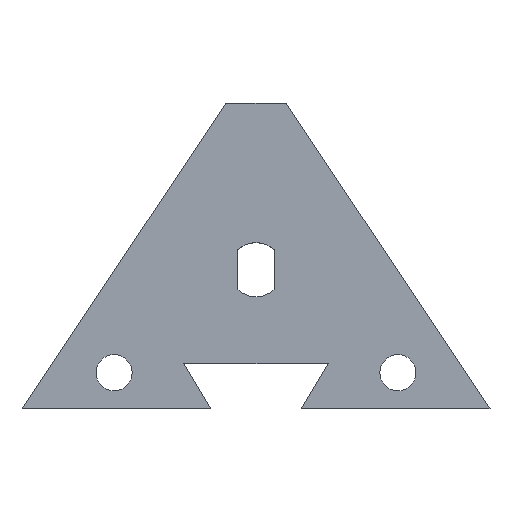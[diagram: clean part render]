
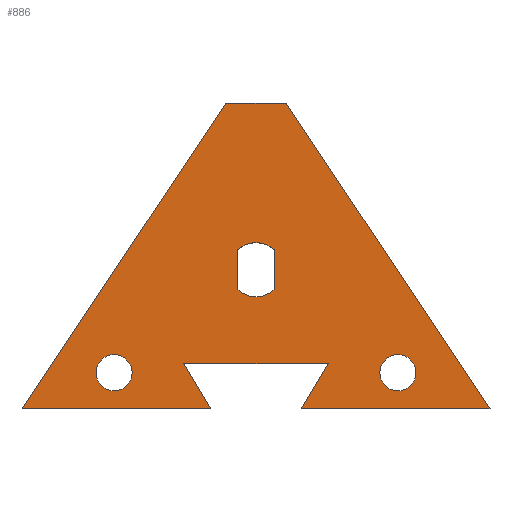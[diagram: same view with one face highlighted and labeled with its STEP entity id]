
A CAD part, top view. The second image highlights one B-rep face of the part: STEP entity #886.
In plain terms, the highlighted planar face has unit normal (0, 0, 1).
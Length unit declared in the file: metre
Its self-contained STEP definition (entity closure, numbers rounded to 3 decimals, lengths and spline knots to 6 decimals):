
#65=LINE('',#1269,#145);
#69=LINE('',#1280,#149);
#85=LINE('',#1323,#165);
#87=LINE('',#1327,#167);
#89=LINE('',#1331,#169);
#91=LINE('',#1335,#171);
#93=LINE('',#1339,#173);
#95=LINE('',#1343,#175);
#97=LINE('',#1347,#177);
#99=LINE('',#1351,#179);
#145=VECTOR('',#1025,1.);
#149=VECTOR('',#1033,1.);
#165=VECTOR('',#1065,1.);
#167=VECTOR('',#1069,1.);
#169=VECTOR('',#1073,1.);
#171=VECTOR('',#1077,1.);
#173=VECTOR('',#1081,1.);
#175=VECTOR('',#1085,1.);
#177=VECTOR('',#1089,1.);
#179=VECTOR('',#1093,1.);
#286=ORIENTED_EDGE('',*,*,#495,.F.);
#287=ORIENTED_EDGE('',*,*,#532,.T.);
#288=ORIENTED_EDGE('',*,*,#490,.T.);
#289=ORIENTED_EDGE('',*,*,#533,.T.);
#290=ORIENTED_EDGE('',*,*,#517,.T.);
#291=ORIENTED_EDGE('',*,*,#531,.F.);
#292=ORIENTED_EDGE('',*,*,#529,.T.);
#293=ORIENTED_EDGE('',*,*,#527,.T.);
#294=ORIENTED_EDGE('',*,*,#525,.T.);
#295=ORIENTED_EDGE('',*,*,#523,.T.);
#296=ORIENTED_EDGE('',*,*,#521,.T.);
#297=ORIENTED_EDGE('',*,*,#519,.T.);
#298=ORIENTED_EDGE('',*,*,#534,.T.);
#299=ORIENTED_EDGE('',*,*,#535,.T.);
#490=EDGE_CURVE('',#623,#622,#65,.T.);
#495=EDGE_CURVE('',#627,#625,#69,.T.);
#517=EDGE_CURVE('',#647,#646,#85,.T.);
#519=EDGE_CURVE('',#648,#647,#87,.T.);
#521=EDGE_CURVE('',#649,#648,#89,.T.);
#523=EDGE_CURVE('',#650,#649,#91,.T.);
#525=EDGE_CURVE('',#651,#650,#93,.T.);
#527=EDGE_CURVE('',#652,#651,#95,.T.);
#529=EDGE_CURVE('',#653,#652,#97,.T.);
#531=EDGE_CURVE('',#653,#646,#99,.T.);
#532=EDGE_CURVE('',#627,#623,#710,.T.);
#533=EDGE_CURVE('',#622,#625,#711,.T.);
#534=EDGE_CURVE('',#654,#654,#712,.T.);
#535=EDGE_CURVE('',#655,#655,#713,.T.);
#622=VERTEX_POINT('',#1268);
#623=VERTEX_POINT('',#1270);
#625=VERTEX_POINT('',#1275);
#627=VERTEX_POINT('',#1279);
#646=VERTEX_POINT('',#1322);
#647=VERTEX_POINT('',#1324);
#648=VERTEX_POINT('',#1328);
#649=VERTEX_POINT('',#1332);
#650=VERTEX_POINT('',#1336);
#651=VERTEX_POINT('',#1340);
#652=VERTEX_POINT('',#1344);
#653=VERTEX_POINT('',#1348);
#654=VERTEX_POINT('',#1356);
#655=VERTEX_POINT('',#1358);
#710=CIRCLE('',#957,0.003);
#711=CIRCLE('',#958,0.003);
#712=CIRCLE('',#959,0.002);
#713=CIRCLE('',#960,0.002);
#738=EDGE_LOOP('',(#286,#287,#288,#289));
#739=EDGE_LOOP('',(#290,#291,#292,#293,#294,#295,#296,#297));
#740=EDGE_LOOP('',(#298));
#741=EDGE_LOOP('',(#299));
#798=FACE_BOUND('',#738,.T.);
#799=FACE_BOUND('',#739,.T.);
#800=FACE_BOUND('',#740,.T.);
#801=FACE_BOUND('',#741,.T.);
#857=PLANE('',#956);
#886=ADVANCED_FACE('',(#798,#799,#800,#801),#857,.F.);
#956=AXIS2_PLACEMENT_3D('',#1352,#1094,#1095);
#957=AXIS2_PLACEMENT_3D('',#1353,#1096,#1097);
#958=AXIS2_PLACEMENT_3D('',#1354,#1098,#1099);
#959=AXIS2_PLACEMENT_3D('',#1355,#1100,#1101);
#960=AXIS2_PLACEMENT_3D('',#1357,#1102,#1103);
#1025=DIRECTION('',(0.,1.,0.));
#1033=DIRECTION('',(0.,1.,0.));
#1065=DIRECTION('',(1.,0.,0.));
#1069=DIRECTION('',(-0.514,0.857,0.));
#1073=DIRECTION('',(1.,0.,0.));
#1077=DIRECTION('',(-0.555,-0.832,0.));
#1081=DIRECTION('',(-1.,0.,0.));
#1085=DIRECTION('',(-0.555,0.832,0.));
#1089=DIRECTION('',(1.,0.,0.));
#1093=DIRECTION('',(0.514,0.857,0.));
#1094=DIRECTION('',(0.,0.,-1.));
#1095=DIRECTION('',(1.,0.,0.));
#1096=DIRECTION('',(0.,0.,-1.));
#1097=DIRECTION('',(-1.,0.,0.));
#1098=DIRECTION('',(0.,0.,-1.));
#1099=DIRECTION('',(-1.,0.,0.));
#1100=DIRECTION('',(0.,0.,-1.));
#1101=DIRECTION('',(-1.,0.,0.));
#1102=DIRECTION('',(0.,0.,-1.));
#1103=DIRECTION('',(-1.,0.,0.));
#1268=CARTESIAN_POINT('',(-0.102,-0.002664,0.012));
#1269=CARTESIAN_POINT('',(-0.102,-0.002783,0.012));
#1270=CARTESIAN_POINT('',(-0.102,-0.007136,0.012));
#1275=CARTESIAN_POINT('',(-0.098,-0.002664,0.012));
#1279=CARTESIAN_POINT('',(-0.098,-0.007136,0.012));
#1280=CARTESIAN_POINT('',(-0.098,-0.002783,0.012));
#1322=CARTESIAN_POINT('',(-0.092,-0.0153,0.012));
#1323=CARTESIAN_POINT('',(-0.104,-0.0153,0.012));
#1324=CARTESIAN_POINT('',(-0.108,-0.0153,0.012));
#1327=CARTESIAN_POINT('',(-0.1065,-0.0178,0.012));
#1328=CARTESIAN_POINT('',(-0.105,-0.0203,0.012));
#1331=CARTESIAN_POINT('',(-0.1,-0.0203,0.012));
#1332=CARTESIAN_POINT('',(-0.125889,-0.0203,0.012));
#1335=CARTESIAN_POINT('',(-0.112945,-0.000883,0.012));
#1336=CARTESIAN_POINT('',(-0.103333,0.013534,0.012));
#1339=CARTESIAN_POINT('',(-0.1,0.013534,0.012));
#1340=CARTESIAN_POINT('',(-0.096667,0.013534,0.012));
#1343=CARTESIAN_POINT('',(-0.087055,-0.000883,0.012));
#1344=CARTESIAN_POINT('',(-0.074111,-0.0203,0.012));
#1347=CARTESIAN_POINT('',(-0.1,-0.0203,0.012));
#1348=CARTESIAN_POINT('',(-0.095,-0.0203,0.012));
#1351=CARTESIAN_POINT('',(-0.0935,-0.0178,0.012));
#1352=CARTESIAN_POINT('',(-0.1,-0.001383,0.012));
#1353=CARTESIAN_POINT('',(-0.1,-0.0049,0.012));
#1354=CARTESIAN_POINT('',(-0.1,-0.0049,0.012));
#1355=CARTESIAN_POINT('',(-0.1157,-0.0163,0.012));
#1356=CARTESIAN_POINT('',(-0.1177,-0.0163,0.012));
#1357=CARTESIAN_POINT('',(-0.0843,-0.0163,0.012));
#1358=CARTESIAN_POINT('',(-0.0863,-0.0163,0.012));
